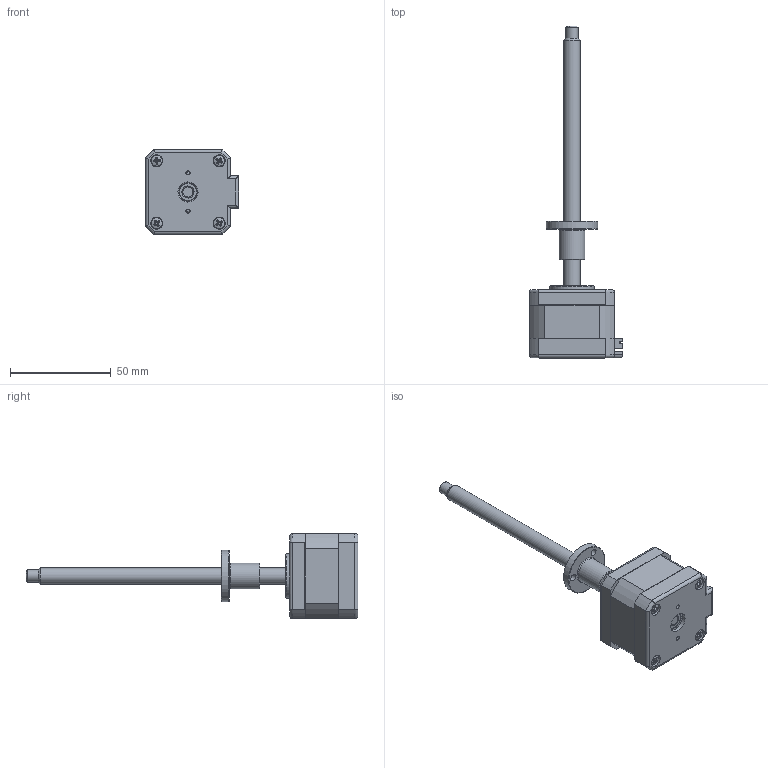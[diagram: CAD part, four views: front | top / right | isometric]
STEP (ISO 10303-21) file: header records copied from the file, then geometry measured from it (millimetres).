
FILE_DESCRIPTION (( 'STEP AP203' ), '1' );
FILE_NAME ('LE174S-T08012-125-AR3-S-065.STEP', '2023-06-01T02:46:20', ( 'Sky123.Org' ), ( 'Sky123.Org' ), 'SwSTEP 2.0', 'SolidWorks 2018', '' );
FILE_SCHEMA (( 'CONFIG_CONTROL_DESIGN' ));
Length unit declared in the file: millimetre
Products named in the file (2): LE174S-T08012-125-AR3-S-065
Bounding box: 46.2 x 164.8 x 42.2 mm (x, y, z)
Volume: 57733.8 mm3; surface area: 30073.8 mm2
Topology: 7 solids, 9 shells, 588 faces, 1505 edges, 981 vertices
Faces by surface type: plane 350, cylinder 128, cone 55, torus 27, bspline 24, sphere 4
Full cylindrical faces by diameter (mm): 1.5 x2, 2.05 x2, 2.5 x4, 2.91 x8, 3.5 x3, 3.8 x4, 4.8 x1, 5 x3, 5.4 x4, 6 x5, 6.5 x1, 8 x1, 9 x4, 10 x2, 12 x4, 12.7 x1, 13 x1, 17 x4, 19.46 x1, 20 x5, 22 x1, 25.4 x1, 25.91 x2, 27 x2
Entity records: 41965 total; most frequent: CARTESIAN_POINT 28566, ORIENTED_EDGE 2696, DIRECTION 2578, EDGE_CURVE 1348, VERTEX_POINT 928, AXIS2_PLACEMENT_3D 876, LINE 826, VECTOR 826
